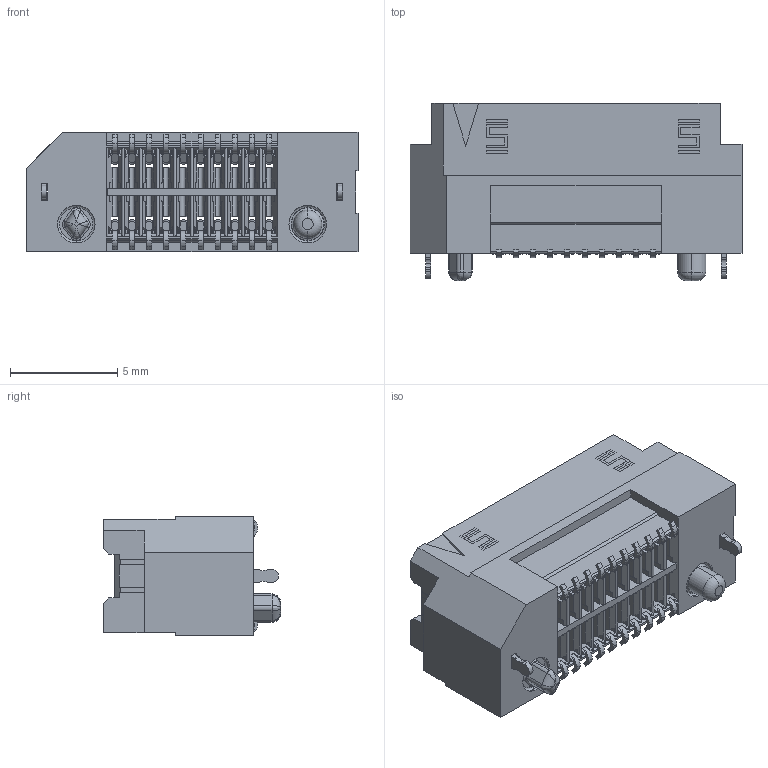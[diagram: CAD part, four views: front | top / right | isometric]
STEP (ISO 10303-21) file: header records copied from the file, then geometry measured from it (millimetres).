
FILE_DESCRIPTION (( 'STEP AP203' ), '1' );
FILE_NAME ('ERF8-010-07.0-X-DV-EGP.step', '2009-02-09T15:22:51', ( 'samtec' ), ( 'samtec' ), 'SwSTEP 2.0', 'SolidWorks 2008', '' );
FILE_SCHEMA (( 'CONFIG_CONTROL_DESIGN' ));
Length unit declared in the file: millimetre
Products named in the file (4): ERF8-010-07.0-X-DV-EGP; c3d-ERF8-XXX-XX.X-DV-XXX_-07 10 pos EGP w_latches; c3d-C-211-XX.X-X_-07 ; c3d-WT-30-XX-X_-02 w_out latch
Assembly tree (23 placements, depth 2):
  ERF8-010-07.0-X-DV-EGP
    c3d-WT-30-XX-X_-02 w_out latch  x2
    c3d-C-211-XX.X-X_-07   x20
    c3d-ERF8-XXX-XX.X-DV-XXX_-07 10 pos EGP w_latches
Bounding box: 15.5 x 8.27 x 5.6 mm (x, y, z)
Volume: 295.5 mm3; surface area: 1284.9 mm2
Topology: 23 solids, 23 shells, 2975 faces, 8176 edges, 5138 vertices
Faces by surface type: plane 2039, cylinder 559, bspline 324, torus 53
Entity records: 37980 total; most frequent: CARTESIAN_POINT 7507, ORIENTED_EDGE 6576, DIRECTION 5564, EDGE_CURVE 3288, VECTOR 2916, LINE 2916, VERTEX_POINT 2133, AXIS2_PLACEMENT_3D 1324
